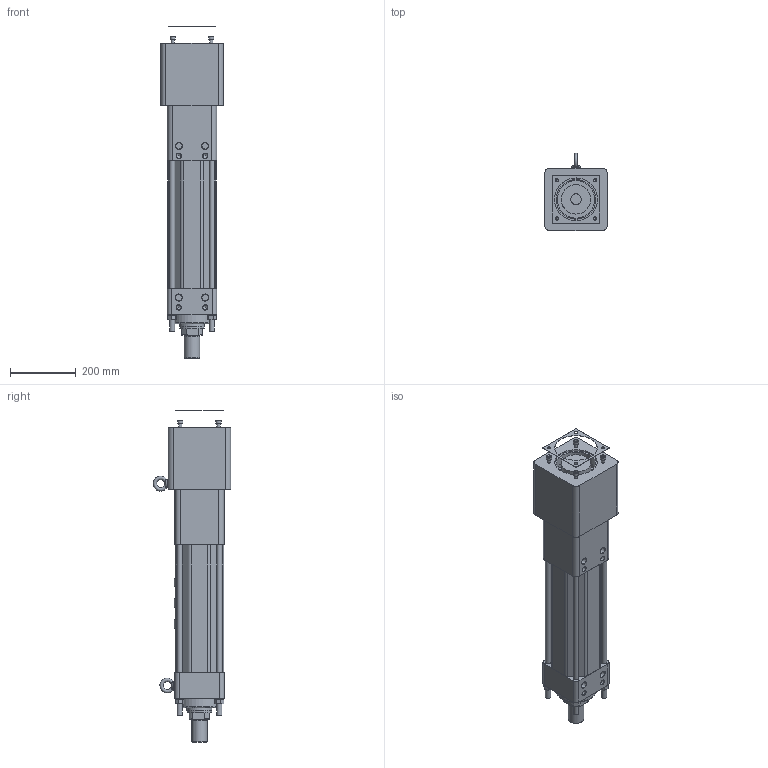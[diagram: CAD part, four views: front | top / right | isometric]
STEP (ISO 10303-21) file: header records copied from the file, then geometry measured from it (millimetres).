
FILE_DESCRIPTION (( 'STEP AP203' ), '1' );
FILE_NAME ('RS-477195-1.step', '2024-12-19T21:10:41', ( '' ), ( '' ), 'SwSTEP 2.0', 'SolidWorks 2024', '' );
FILE_SCHEMA (( 'CONFIG_CONTROL_DESIGN' ));
Length unit declared in the file: inch
Products named in the file (5): tempJoin0_21719508_RS-477195-1; RS-477195-1; Base_RS-477195-1; 21711115_RS-477195-1; 81009082_RS-477195-1
Assembly tree (8 placements, depth 2):
  RS-477195-1
    21711115_RS-477195-1  x3
    81009082_RS-477195-1  x3
    tempJoin0_21719508_RS-477195-1
    Base_RS-477195-1
Bounding box: 190.5 x 236 x 1011.45 mm (x, y, z)
Volume: 17294979.9 mm3; surface area: 1350800.5 mm2
Topology: 9 solids, 25 shells, 1391 faces, 3352 edges, 2168 vertices
Faces by surface type: plane 790, cylinder 294, bspline 201, cone 95, torus 10, sphere 1
Full cylindrical faces by diameter (mm): 1 x6, 2.25 x6, 2.43 x3, 3.175 x3, 4.755 x6, 4.762 x1, 6.528 x4, 7.9 x1, 8.02 x2, 8.499 x4, 8.5 x6, 10 x4, 10.025 x4, 10.16 x6, 10.381 x4, 12 x4, 13.835 x2, 14 x4, 15.875 x8, 16 x4, 16.5 x6, 20.013 x4, 21 x4, 22.2 x4, 25 x2, 25.4 x2, 25.527 x4, 31.75 x1, 36.513 x1, 39.7 x1
Entity records: 29277 total; most frequent: CARTESIAN_POINT 8571, DIRECTION 4100, ORIENTED_EDGE 3804, EDGE_CURVE 1902, AXIS2_PLACEMENT_3D 1516, VERTEX_POINT 1311, EDGE_LOOP 1279, FACE_OUTER_BOUND 1073
